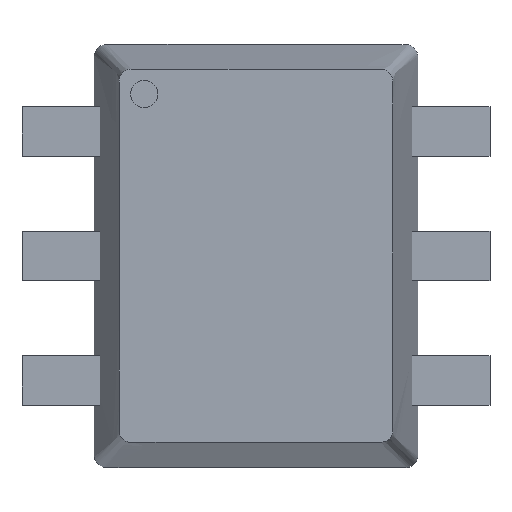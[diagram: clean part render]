
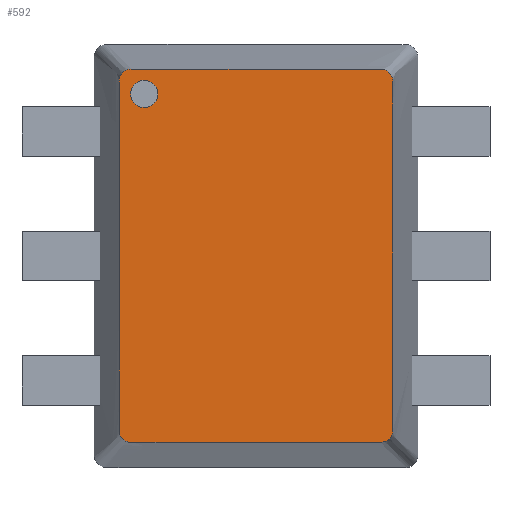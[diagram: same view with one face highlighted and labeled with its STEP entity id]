
A CAD part, top view. The second image highlights one B-rep face of the part: STEP entity #592.
In plain terms, the highlighted planar face has unit normal (0, 0, 1).
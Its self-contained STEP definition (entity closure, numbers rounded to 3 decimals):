
#28=FACE_BOUND('',#114,.T.);
#29=B_SPLINE_CURVE_WITH_KNOTS('',3,(#863,#864,#865,#866,#867,#868,#869,
#870,#871,#872,#873,#874,#875,#876,#877,#878,#879,#880,#881,#882,#883,#884,
#885,#886,#887,#888,#889,#890,#891,#892,#893,#894,#895,#896,#897,#898,#899,
#900,#901,#902,#903),.UNSPECIFIED.,.T.,.F.,(4,1,2,1,1,1,2,1,1,2,1,1,1,1,
1,1,2,1,1,2,1,1,1,2,1,1,2,1,1,1,1,4),(0.,0.007,0.014,
0.048,0.082,0.15,0.286,
0.29,0.294,0.301,0.313,
0.326,0.351,0.4,0.45,
0.475,0.5,0.507,0.511,0.514,
0.65,0.718,0.752,0.786,
0.79,0.794,0.801,0.813,
0.826,0.851,0.9,1.),.UNSPECIFIED.);
#32=PLANE('',#655);
#72=FACE_OUTER_BOUND('',#113,.T.);
#113=EDGE_LOOP('',(#438));
#114=EDGE_LOOP('',(#439));
#301=CIRCLE('',#652,0.055);
#303=VERTEX_POINT('',#855);
#305=VERTEX_POINT('',#862);
#355=EDGE_CURVE('',#303,#303,#301,.T.);
#358=EDGE_CURVE('',#305,#305,#29,.T.);
#438=ORIENTED_EDGE('',*,*,#358,.T.);
#439=ORIENTED_EDGE('',*,*,#355,.T.);
#592=ADVANCED_FACE('',(#72,#28),#32,.T.);
#652=AXIS2_PLACEMENT_3D('',#856,#697,#698);
#655=AXIS2_PLACEMENT_3D('',#861,#704,#705);
#697=DIRECTION('center_axis',(0.,0.,
-1.));
#698=DIRECTION('ref_axis',(1.,0.,0.));
#704=DIRECTION('center_axis',(0.,0.,
1.));
#705=DIRECTION('ref_axis',(1.,0.,0.));
#855=CARTESIAN_POINT('',(-0.504,0.65,0.65));
#856=CARTESIAN_POINT('Origin',(-0.449,0.65,0.65));
#861=CARTESIAN_POINT('Origin',(-0.045,0.068,0.65));
#862=CARTESIAN_POINT('',(-0.5,0.75,0.65));
#863=CARTESIAN_POINT('Ctrl Pts',(-0.5,0.75,0.65));
#864=CARTESIAN_POINT('Ctrl Pts',(-0.512,0.75,0.65));
#865=CARTESIAN_POINT('Ctrl Pts',(-0.539,0.74,0.65));
#866=CARTESIAN_POINT('Ctrl Pts',(-0.55,0.712,0.65));
#867=CARTESIAN_POINT('Ctrl Pts',(-0.55,0.642,0.65));
#868=CARTESIAN_POINT('Ctrl Pts',(-0.55,0.525,0.65));
#869=CARTESIAN_POINT('Ctrl Pts',(-0.55,0.292,0.65));
#870=CARTESIAN_POINT('Ctrl Pts',(-0.55,-0.117,
0.65));
#871=CARTESIAN_POINT('Ctrl Pts',(-0.55,-0.467,
0.65));
#872=CARTESIAN_POINT('Ctrl Pts',(-0.55,-0.706,
0.65));
#873=CARTESIAN_POINT('Ctrl Pts',(-0.548,-0.719,
0.65));
#874=CARTESIAN_POINT('Ctrl Pts',(-0.532,-0.742,0.65));
#875=CARTESIAN_POINT('Ctrl Pts',(-0.512,-0.75,
0.65));
#876=CARTESIAN_POINT('Ctrl Pts',(-0.479,-0.75,
0.65));
#877=CARTESIAN_POINT('Ctrl Pts',(-0.437,-0.75,0.65));
#878=CARTESIAN_POINT('Ctrl Pts',(-0.354,-0.75,
0.65));
#879=CARTESIAN_POINT('Ctrl Pts',(-0.208,-0.75,
0.65));
#880=CARTESIAN_POINT('Ctrl Pts',(0.,-0.75,
0.65));
#881=CARTESIAN_POINT('Ctrl Pts',(0.208,-0.75,0.65));
#882=CARTESIAN_POINT('Ctrl Pts',(0.375,-0.75,0.65));
#883=CARTESIAN_POINT('Ctrl Pts',(0.458,-0.75,0.65));
#884=CARTESIAN_POINT('Ctrl Pts',(0.512,-0.75,0.65));
#885=CARTESIAN_POINT('Ctrl Pts',(0.532,-0.742,0.65));
#886=CARTESIAN_POINT('Ctrl Pts',(0.548,-0.719,0.65));
#887=CARTESIAN_POINT('Ctrl Pts',(0.55,-0.706,0.65));
#888=CARTESIAN_POINT('Ctrl Pts',(0.55,-0.467,0.65));
#889=CARTESIAN_POINT('Ctrl Pts',(0.55,-0.117,0.65));
#890=CARTESIAN_POINT('Ctrl Pts',(0.55,0.292,0.65));
#891=CARTESIAN_POINT('Ctrl Pts',(0.55,0.525,0.65));
#892=CARTESIAN_POINT('Ctrl Pts',(0.55,0.642,0.65));
#893=CARTESIAN_POINT('Ctrl Pts',(0.55,0.706,0.65));
#894=CARTESIAN_POINT('Ctrl Pts',(0.548,0.719,0.65));
#895=CARTESIAN_POINT('Ctrl Pts',(0.532,0.742,0.65));
#896=CARTESIAN_POINT('Ctrl Pts',(0.512,0.75,0.65));
#897=CARTESIAN_POINT('Ctrl Pts',(0.479,0.75,0.65));
#898=CARTESIAN_POINT('Ctrl Pts',(0.437,0.75,0.65));
#899=CARTESIAN_POINT('Ctrl Pts',(0.354,0.75,0.65));
#900=CARTESIAN_POINT('Ctrl Pts',(0.208,0.75,0.65));
#901=CARTESIAN_POINT('Ctrl Pts',(-0.083,0.75,
0.65));
#902=CARTESIAN_POINT('Ctrl Pts',(-0.333,0.75,0.65));
#903=CARTESIAN_POINT('Ctrl Pts',(-0.5,0.75,0.65));
